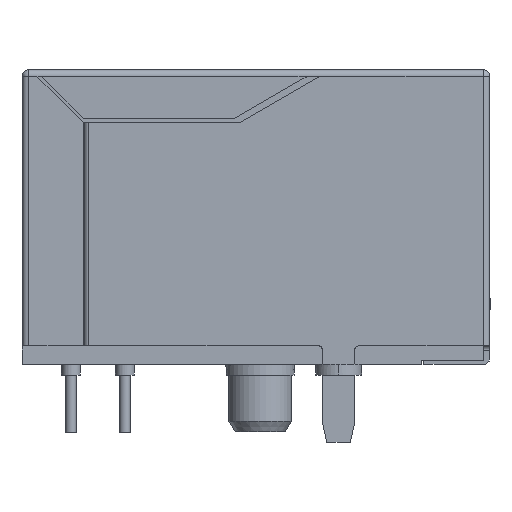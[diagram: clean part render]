
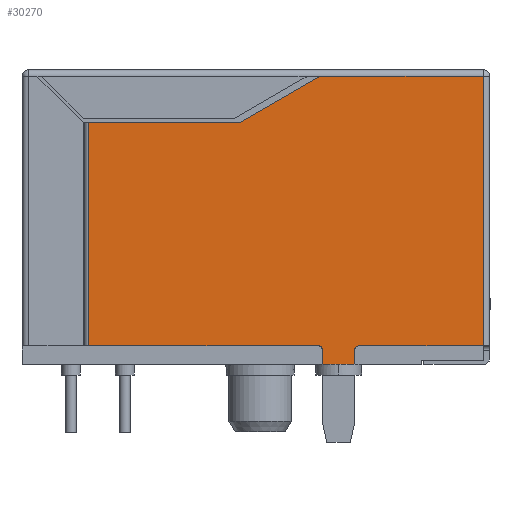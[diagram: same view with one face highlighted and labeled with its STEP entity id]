
A CAD part, left-side view. The second image highlights one B-rep face of the part: STEP entity #30270.
In plain terms, the highlighted face is planar.
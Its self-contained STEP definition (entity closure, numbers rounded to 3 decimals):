
#29220=CARTESIAN_POINT('',(3.312,-0.875,7.644));
#29230=DIRECTION('',(0.,-1.,0.));
#29240=DIRECTION('',(0.,0.,1.));
#29250=AXIS2_PLACEMENT_3D('',#29220,#29230,#29240);
#29260=PLANE('',#29250);
#29270=CARTESIAN_POINT('',(0.,-0.875,2.12));
#29280=DIRECTION('',(1.,0.,0.));
#29290=VECTOR('',#29280,1.);
#29300=LINE('',#29270,#29290);
#29310=CARTESIAN_POINT('',(8.526,-0.875,2.12));
#29320=VERTEX_POINT('',#29310);
#29330=CARTESIAN_POINT('',(15.6,-0.875,2.12));
#29340=VERTEX_POINT('',#29330);
#29350=EDGE_CURVE('',#29320,#29340,#29300,.T.);
#29360=ORIENTED_EDGE('',*,*,#29350,.T.);
#29370=CARTESIAN_POINT('',(0.,-0.875,-2.802));
#29380=DIRECTION('',(0.866,0.,0.5));
#29390=VECTOR('',#29380,1.);
#29400=LINE('',#29370,#29390);
#29410=CARTESIAN_POINT('',(4.75,-0.875,-0.06))
;
#29420=VERTEX_POINT('',#29410);
#29430=EDGE_CURVE('',#29420,#29320,#29400,.T.);
#29440=ORIENTED_EDGE('',*,*,#29430,.T.);
#29450=CARTESIAN_POINT('',(0.,-0.875,-0.06));
#29460=DIRECTION('',(-1.,0.,0.));
#29470=VECTOR('',#29460,1.);
#29480=LINE('',#29450,#29470);
#29490=CARTESIAN_POINT('',(-2.92,-0.875,-0.06)
);
#29500=VERTEX_POINT('',#29490);
#29510=EDGE_CURVE('',#29420,#29500,#29480,.T.);
#29520=ORIENTED_EDGE('',*,*,#29510,.F.);
#29530=CARTESIAN_POINT('',(-2.92,-0.875,0.));
#29540=DIRECTION('',(0.,0.,-1.));
#29550=VECTOR('',#29540,1.);
#29560=LINE('',#29530,#29550);
#29570=CARTESIAN_POINT('',(-2.92,-0.875,12.59));
#29580=VERTEX_POINT('',#29570);
#29590=EDGE_CURVE('',#29580,#29500,#29560,.T.);
#29600=ORIENTED_EDGE('',*,*,#29590,.T.);
#29610=CARTESIAN_POINT('',(0.,-0.875,12.59));
#29620=DIRECTION('',(-1.,0.,0.));
#29630=VECTOR('',#29620,1.);
#29640=LINE('',#29610,#29630);
#29650=CARTESIAN_POINT('',(2.92,-0.875,12.59));
#29660=VERTEX_POINT('',#29650);
#29670=EDGE_CURVE('',#29660,#29580,#29640,.T.);
#29680=ORIENTED_EDGE('',*,*,#29670,.T.);
#29690=CARTESIAN_POINT('',(2.92,-0.875,12.79));
#29700=DIRECTION('',(0.,-1.,0.));
#29710=DIRECTION('',(-1.,0.,0.));
#29720=AXIS2_PLACEMENT_3D('',#29690,#29700,#29710);
#29730=CIRCLE('',#29720,0.2);
#29740=CARTESIAN_POINT('',(3.12,-0.875,12.79));
#29750=VERTEX_POINT('',#29740);
#29760=EDGE_CURVE('',#29660,#29750,#29730,.T.);
#29770=ORIENTED_EDGE('',*,*,#29760,.F.);
#29780=CARTESIAN_POINT('',(3.12,-0.875,0.));
#29790=DIRECTION('',(0.,0.,-1.));
#29800=VECTOR('',#29790,1.);
#29810=LINE('',#29780,#29800);
#29820=CARTESIAN_POINT('',(3.12,-0.875,13.46));
#29830=VERTEX_POINT('',#29820);
#29840=EDGE_CURVE('',#29830,#29750,#29810,.T.);
#29850=ORIENTED_EDGE('',*,*,#29840,.T.);
#29860=CARTESIAN_POINT('',(0.,-0.875,13.46));
#29870=DIRECTION('',(-1.,0.,0.));
#29880=VECTOR('',#29870,1.);
#29890=LINE('',#29860,#29880);
#29900=CARTESIAN_POINT('',(4.62,-0.875,13.46));
#29910=VERTEX_POINT('',#29900);
#29920=EDGE_CURVE('',#29910,#29830,#29890,.T.);
#29930=ORIENTED_EDGE('',*,*,#29920,.T.);
#29940=CARTESIAN_POINT('',(4.62,-0.875,0.));
#29950=DIRECTION('',(0.,0.,1.));
#29960=VECTOR('',#29950,1.);
#29970=LINE('',#29940,#29960);
#29980=CARTESIAN_POINT('',(4.62,-0.875,12.79));
#29990=VERTEX_POINT('',#29980);
#30000=EDGE_CURVE('',#29990,#29910,#29970,.T.);
#30010=ORIENTED_EDGE('',*,*,#30000,.T.);
#30020=CARTESIAN_POINT('',(4.82,-0.875,12.79));
#30030=DIRECTION('',(0.,-1.,0.));
#30040=DIRECTION('',(-1.,0.,0.));
#30050=AXIS2_PLACEMENT_3D('',#30020,#30030,#30040);
#30060=CIRCLE('',#30050,0.2);
#30070=CARTESIAN_POINT('',(4.82,-0.875,12.59));
#30080=VERTEX_POINT('',#30070);
#30090=EDGE_CURVE('',#29990,#30080,#30060,.T.);
#30100=ORIENTED_EDGE('',*,*,#30090,.F.);
#30110=CARTESIAN_POINT('',(0.,-0.875,12.59));
#30120=DIRECTION('',(-1.,0.,0.));
#30130=VECTOR('',#30120,1.);
#30140=LINE('',#30110,#30130);
#30150=CARTESIAN_POINT('',(15.6,-0.875,12.59));
#30160=VERTEX_POINT('',#30150);
#30170=EDGE_CURVE('',#30160,#30080,#30140,.T.);
#30180=ORIENTED_EDGE('',*,*,#30170,.T.);
#30190=CARTESIAN_POINT('',(15.6,-0.875,0.));
#30200=DIRECTION('',(0.,0.,1.));
#30210=VECTOR('',#30200,1.);
#30220=LINE('',#30190,#30210);
#30230=EDGE_CURVE('',#29340,#30160,#30220,.T.);
#30240=ORIENTED_EDGE('',*,*,#30230,.T.);
#30250=EDGE_LOOP('',(#30240,#30180,#30100,#30010,#29930,#29850,#29770,
#29680,#29600,#29520,#29440,#29360));
#30260=FACE_OUTER_BOUND('',#30250,.T.);
#30270=ADVANCED_FACE('',(#30260),#29260,.T.);
